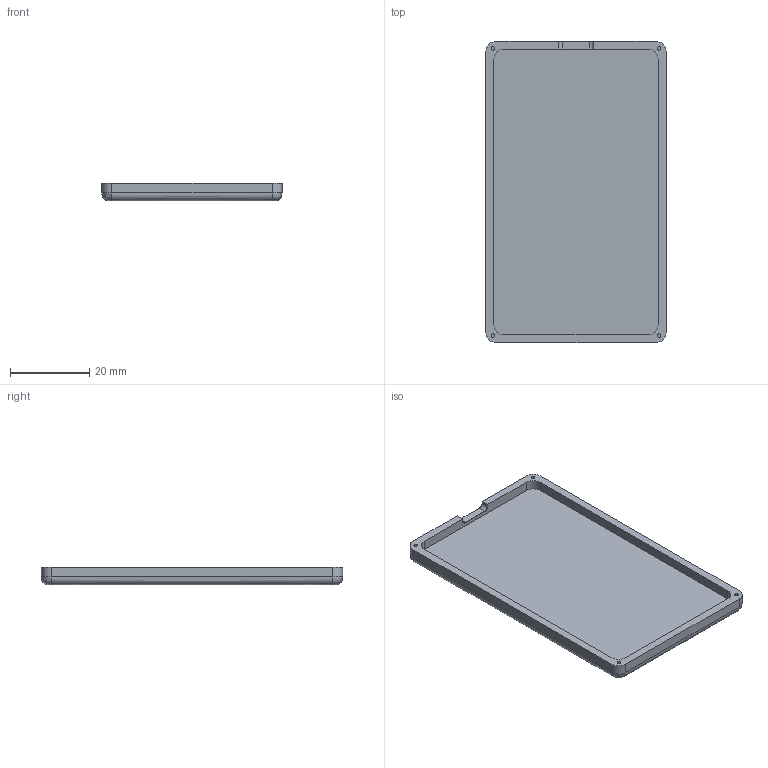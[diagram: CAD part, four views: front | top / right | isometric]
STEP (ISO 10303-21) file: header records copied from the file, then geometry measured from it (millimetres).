
FILE_DESCRIPTION(/* description */ (''),/* implementation_level */ '2;1');
FILE_NAME(/* name */ 'Bot.step',/* time_stamp */ '2022-02-12T16:24:22+08:00',/* author */ (''),/* organization */ (''),/* preprocessor_version */ 'ST-DEVELOPER v18.1',/* originating_system */ 'Autodesk Translation Framework v10.13.0.1454',/* authorisation */ '');
FILE_SCHEMA (('AUTOMOTIVE_DESIGN { 1 0 10303 214 3 1 1 }'));
Length unit declared in the file: millimetre
Products named in the file (1): But
Bounding box: 45.37 x 75.85 x 4.5 mm (x, y, z)
Volume: 7850.5 mm3; surface area: 8305.1 mm2
Topology: 1 solids, 1 shells, 50 faces, 116 edges, 72 vertices
Faces by surface type: plane 21, cylinder 19, bspline 8, torus 2
Full cylindrical faces by diameter (mm): 0.9 x4
Entity records: 1777 total; most frequent: CARTESIAN_POINT 609, DIRECTION 236, ORIENTED_EDGE 232, EDGE_CURVE 116, AXIS2_PLACEMENT_3D 85, VERTEX_POINT 72, LINE 66, VECTOR 66
